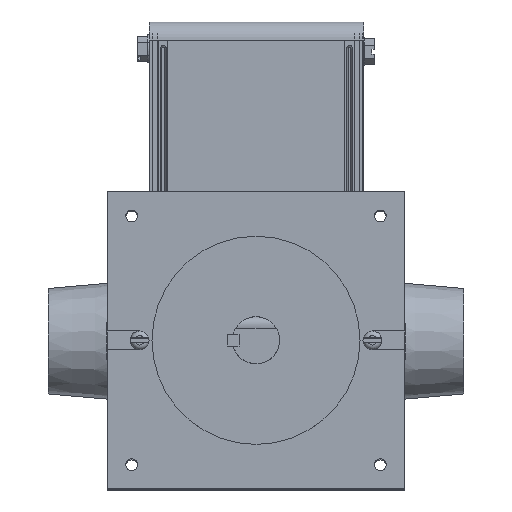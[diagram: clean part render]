
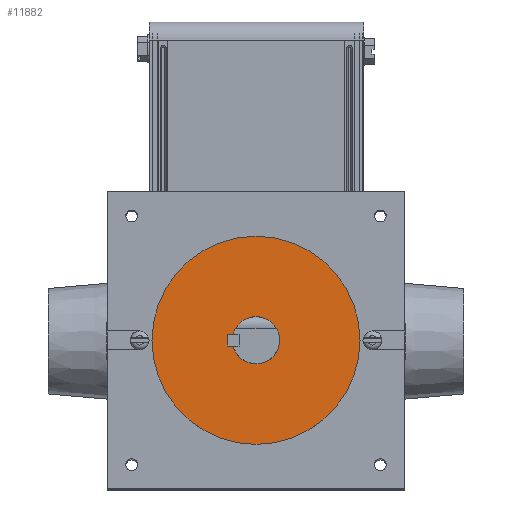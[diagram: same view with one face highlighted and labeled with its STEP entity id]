
A CAD part, top view. The second image highlights one B-rep face of the part: STEP entity #11882.
In plain terms, the highlighted planar face has unit normal (0, 0, 1).
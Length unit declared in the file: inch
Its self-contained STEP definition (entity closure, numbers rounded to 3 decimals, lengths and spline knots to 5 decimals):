
#150 = EDGE_CURVE ( 'NONE', #17006, #4847, #12233, .T. ) ;
#333 = EDGE_LOOP ( 'NONE', ( #12917, #11779 ) ) ;
#717 = CIRCLE ( 'NONE', #1778, 1.1 ) ;
#1778 = AXIS2_PLACEMENT_3D ( 'NONE', #6091, #11578, #12921 ) ;
#1889 = DIRECTION ( 'NONE',  ( 1., 0., 0. ) ) ;
#1932 = DIRECTION ( 'NONE',  ( 1., 0., 0. ) ) ;
#2400 = EDGE_CURVE ( 'NONE', #4847, #17006, #15206, .T. ) ;
#3532 = AXIS2_PLACEMENT_3D ( 'NONE', #11574, #8939, #1889 ) ;
#3959 = CARTESIAN_POINT ( 'NONE',  ( 1.1, 0., -1.465 ) ) ;
#4096 = CARTESIAN_POINT ( 'NONE',  ( 0., 0., -1.465 ) ) ;
#4505 = FACE_BOUND ( 'NONE', #333, .T. ) ;
#4847 = VERTEX_POINT ( 'NONE', #12038 ) ;
#5854 = AXIS2_PLACEMENT_3D ( 'NONE', #8928, #7599, #1932 ) ;
#6091 = CARTESIAN_POINT ( 'NONE',  ( 0., 0., -1.465 ) ) ;
#7599 = DIRECTION ( 'NONE',  ( 0., 0., 1. ) ) ;
#7747 = CARTESIAN_POINT ( 'NONE',  ( -0.25, 0., -1.465 ) ) ;
#8928 = CARTESIAN_POINT ( 'NONE',  ( 0., 0., -1.465 ) ) ;
#8939 = DIRECTION ( 'NONE',  ( 0., 0., 1. ) ) ;
#9205 = VERTEX_POINT ( 'NONE', #16830 ) ;
#9847 = EDGE_CURVE ( 'NONE', #9205, #10626, #717, .T. ) ;
#10296 = PLANE ( 'NONE',  #3532 ) ;
#10437 = CIRCLE ( 'NONE', #5854, 1.1 ) ;
#10626 = VERTEX_POINT ( 'NONE', #3959 ) ;
#11574 = CARTESIAN_POINT ( 'NONE',  ( 0., 0., -1.465 ) ) ;
#11578 = DIRECTION ( 'NONE',  ( 0., 0., 1. ) ) ;
#11779 = ORIENTED_EDGE ( 'NONE', *, *, #2400, .F. ) ;
#11846 = ORIENTED_EDGE ( 'NONE', *, *, #9847, .T. ) ;
#11882 = ADVANCED_FACE ( 'NONE', ( #4505, #17559 ), #10296, .T. ) ;
#12038 = CARTESIAN_POINT ( 'NONE',  ( 0.25, 0., -1.465 ) ) ;
#12233 = CIRCLE ( 'NONE', #16082, 0.25 ) ;
#12917 = ORIENTED_EDGE ( 'NONE', *, *, #150, .F. ) ;
#12921 = DIRECTION ( 'NONE',  ( 1., 0., 0. ) ) ;
#13749 = AXIS2_PLACEMENT_3D ( 'NONE', #4096, #13809, #18048 ) ;
#13809 = DIRECTION ( 'NONE',  ( 0., 0., 1. ) ) ;
#15206 = CIRCLE ( 'NONE', #13749, 0.25 ) ;
#16082 = AXIS2_PLACEMENT_3D ( 'NONE', #17792, #16536, #17959 ) ;
#16536 = DIRECTION ( 'NONE',  ( 0., 0., 1. ) ) ;
#16662 = ORIENTED_EDGE ( 'NONE', *, *, #17438, .T. ) ;
#16830 = CARTESIAN_POINT ( 'NONE',  ( -1.1, 0., -1.465 ) ) ;
#17006 = VERTEX_POINT ( 'NONE', #7747 ) ;
#17438 = EDGE_CURVE ( 'NONE', #10626, #9205, #10437, .T. ) ;
#17469 = EDGE_LOOP ( 'NONE', ( #11846, #16662 ) ) ;
#17559 = FACE_OUTER_BOUND ( 'NONE', #17469, .T. ) ;
#17792 = CARTESIAN_POINT ( 'NONE',  ( 0., 0., -1.465 ) ) ;
#17959 = DIRECTION ( 'NONE',  ( 1., 0., 0. ) ) ;
#18048 = DIRECTION ( 'NONE',  ( 1., 0., 0. ) ) ;
